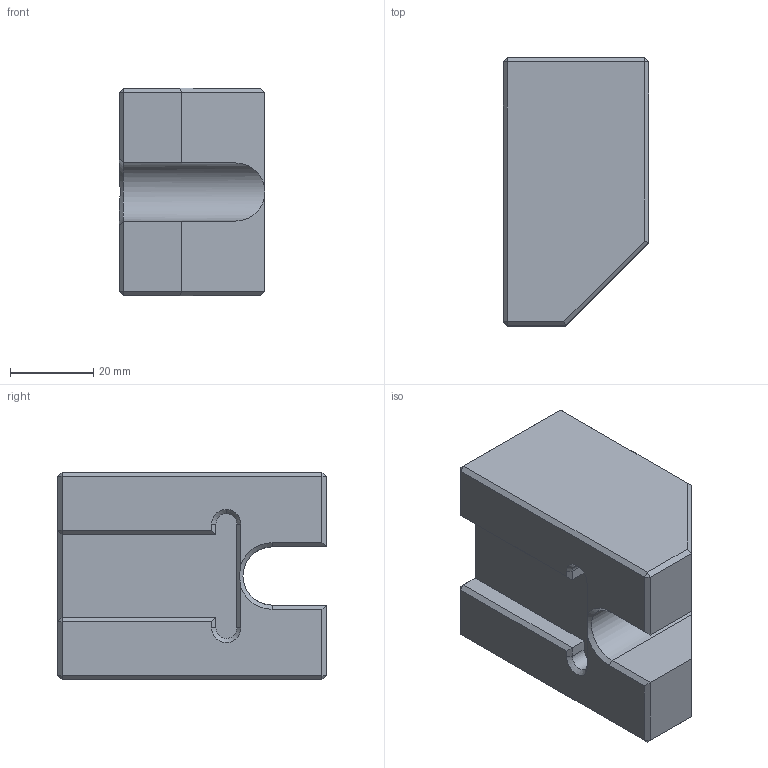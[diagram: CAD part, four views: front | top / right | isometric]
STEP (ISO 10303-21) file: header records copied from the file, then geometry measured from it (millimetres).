
FILE_DESCRIPTION (( 'STEP AP214' ), '1' );
FILE_NAME ('Driver.STEP', '2024-11-28T15:20:16', ( '' ), ( '' ), 'SwSTEP 2.0', 'SolidWorks 2024', '' );
FILE_SCHEMA (( 'AUTOMOTIVE_DESIGN' ));
Length unit declared in the file: millimetre
Products named in the file (1): Driver_NoGraphite
Bounding box: 35 x 64.5 x 50 mm (x, y, z)
Volume: 91715.1 mm3; surface area: 14017.6 mm2
Topology: 1 solids, 1 shells, 59 faces, 129 edges, 72 vertices
Faces by surface type: plane 51, cone 4, cylinder 4
Entity records: 1567 total; most frequent: CARTESIAN_POINT 274, ORIENTED_EDGE 258, DIRECTION 258, EDGE_CURVE 129, VECTOR 114, LINE 114, AXIS2_PLACEMENT_3D 72, VERTEX_POINT 72
